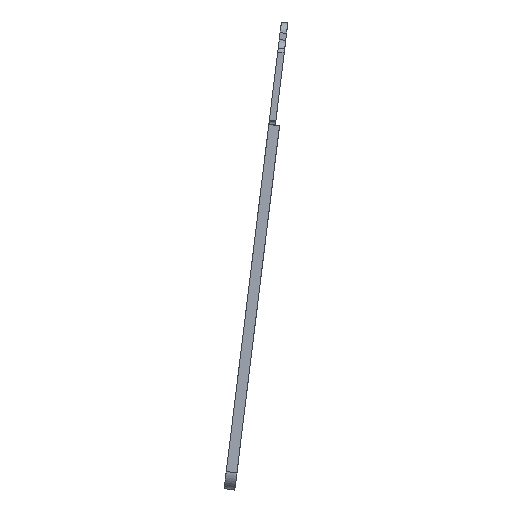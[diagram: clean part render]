
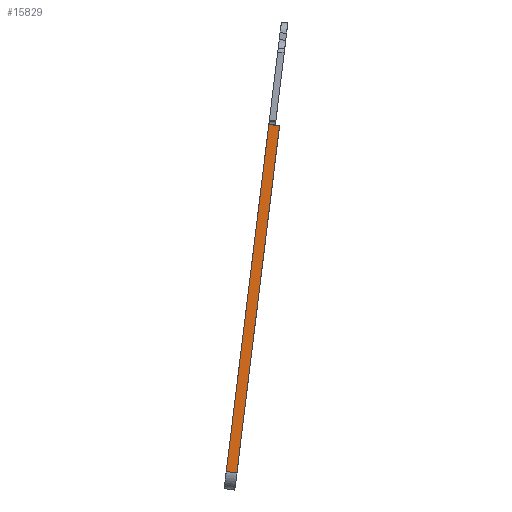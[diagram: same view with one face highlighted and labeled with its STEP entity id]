
A CAD part, left-side view. The second image highlights one B-rep face of the part: STEP entity #15829.
In plain terms, the highlighted planar face has unit normal (-1, 0, 0).
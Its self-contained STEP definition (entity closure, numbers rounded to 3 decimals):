
#2133=FACE_OUTER_BOUND('',#3093,.T.);
#3093=EDGE_LOOP('',(#14637,#14638,#14639,#14640));
#4515=LINE('',#26239,#6053);
#4519=LINE('',#26268,#6057);
#4522=LINE('',#26278,#6060);
#4634=LINE('',#26685,#6172);
#6053=VECTOR('',#21557,10.);
#6057=VECTOR('',#21585,10.);
#6060=VECTOR('',#21594,10.);
#6172=VECTOR('',#22038,10.);
#7573=VERTEX_POINT('',#26236);
#7574=VERTEX_POINT('',#26238);
#7587=VERTEX_POINT('',#26266);
#7591=VERTEX_POINT('',#26276);
#9809=EDGE_CURVE('',#7573,#7574,#4515,.T.);
#9824=EDGE_CURVE('',#7587,#7573,#4519,.T.);
#9829=EDGE_CURVE('',#7587,#7591,#4522,.T.);
#10032=EDGE_CURVE('',#7574,#7591,#4634,.T.);
#14637=ORIENTED_EDGE('',*,*,#10032,.F.);
#14638=ORIENTED_EDGE('',*,*,#9809,.F.);
#14639=ORIENTED_EDGE('',*,*,#9824,.F.);
#14640=ORIENTED_EDGE('',*,*,#9829,.T.);
#15054=PLANE('',#17399);
#15829=ADVANCED_FACE('',(#2133),#15054,.T.);
#17399=AXIS2_PLACEMENT_3D('',#26686,#22039,#22040);
#21557=DIRECTION('',(0.,0.122,-0.993));
#21585=DIRECTION('',(0.,-0.993,-0.122));
#21594=DIRECTION('',(0.,0.122,-0.993));
#22038=DIRECTION('',(0.,0.993,0.122));
#22039=DIRECTION('center_axis',(-1.,0.,0.));
#22040=DIRECTION('ref_axis',(0.,-0.122,0.993));
#26236=CARTESIAN_POINT('',(-0.538,-10.021,-26.731));
#26238=CARTESIAN_POINT('',(-0.538,-0.125,-107.327));
#26239=CARTESIAN_POINT('',(-0.538,-10.021,-26.731));
#26266=CARTESIAN_POINT('',(-0.538,-7.539,-26.426));
#26268=CARTESIAN_POINT('',(-0.538,-9.028,-26.609));
#26276=CARTESIAN_POINT('',(-0.538,2.357,-107.022));
#26278=CARTESIAN_POINT('',(-0.538,-9.599,-9.652));
#26685=CARTESIAN_POINT('',(-0.538,1.984,-107.068));
#26686=CARTESIAN_POINT('Origin',(-0.538,-3.525,-65.277));
